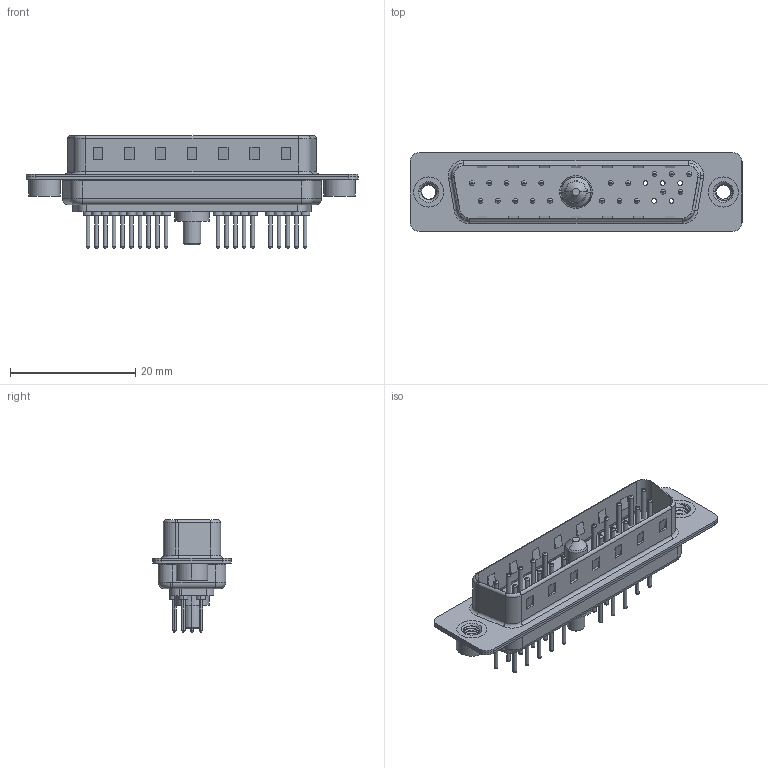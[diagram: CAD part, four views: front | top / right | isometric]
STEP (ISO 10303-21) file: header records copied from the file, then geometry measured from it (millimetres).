
FILE_DESCRIPTION (( 'STEP AP203' ), '1' );
FILE_NAME ('627-21W1624-2TA.STEP', '2019-05-28T01:49:54', ( '' ), ( '' ), 'SwSTEP 2.0', 'SolidWorks 2016', '' );
FILE_SCHEMA (( 'CONFIG_CONTROL_DESIGN' ));
Length unit declared in the file: millimetre
Products named in the file (9): 627Combo Shell Rear_25 Contacts; 627Combo Contact Row 1_24; 627Combo Threaded Rivet_2; 627Combo Threaded Rivet_A; Power Pin_20A S; 627Combo Contact Row 2_24; 627Combo Shell Front_25 Contacts; 627Combo Housing_21W1; 627-21W1624-2TA
Assembly tree (26 placements, depth 2):
  627-21W1624-2TA
    627Combo Housing_21W1
    627Combo Shell Rear_25 Contacts
    627Combo Shell Front_25 Contacts
    627Combo Threaded Rivet_A
    Power Pin_20A S
    627Combo Threaded Rivet_2
    627Combo Contact Row 1_24  x10
    627Combo Contact Row 2_24  x10
Bounding box: 53 x 12.6 x 17.9 mm (x, y, z)
Volume: 2788.3 mm3; surface area: 6826.5 mm2
Topology: 27 solids, 27 shells, 1155 faces, 2519 edges, 1532 vertices
Faces by surface type: cylinder 437, torus 372, plane 321, cone 17, bspline 8
Entity records: 23259 total; most frequent: CARTESIAN_POINT 6518, DIRECTION 3435, ORIENTED_EDGE 3018, EDGE_CURVE 1509, AXIS2_PLACEMENT_3D 1355, VERTEX_POINT 956, EDGE_LOOP 781, VECTOR 725
